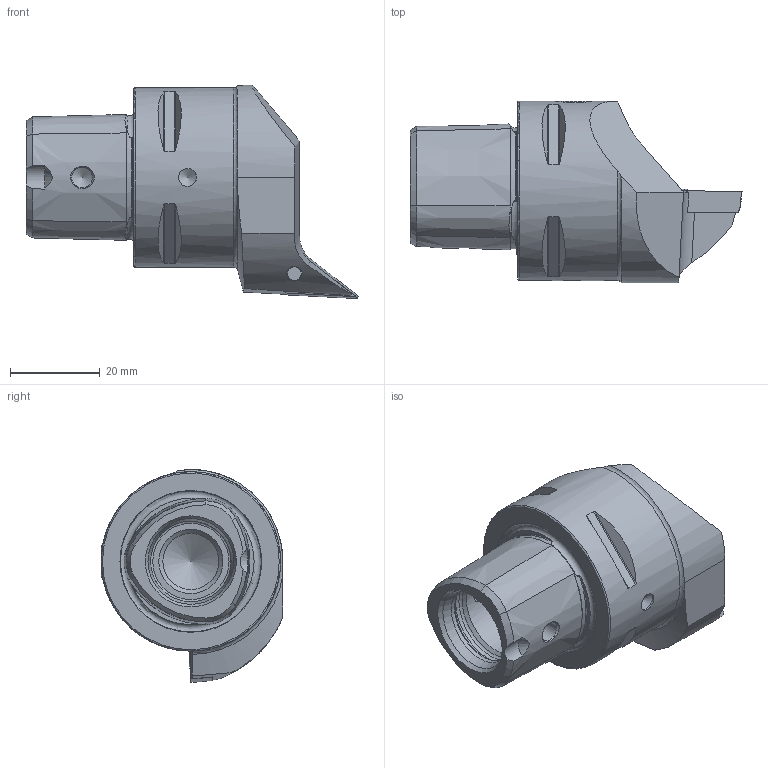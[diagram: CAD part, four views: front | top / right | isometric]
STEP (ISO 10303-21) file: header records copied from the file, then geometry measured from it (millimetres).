
FILE_DESCRIPTION (( 'STEP AP214' ), '1' );
FILE_NAME ('PS4.KVF.RJA.050-HP.STEP', '2020-10-08T10:22:05', ( '' ), ( '' ), 'SwSTEP 2.0', 'SolidWorks 2017', '' );
FILE_SCHEMA (( 'AUTOMOTIVE_DESIGN' ));
Length unit declared in the file: millimetre
Products named in the file (10): CHP-ER1.015.006_A; WCB-ER2.001.009_A; CHP-ER1.015.006; CHP-ER1.008.011_A; DIN 7991 - M5x15; PS4-KVF.RJA.050-HP_A; PS4.KVF.RJA.050-HP; VBMT160404; DIN 3771 - 13x1; ISO 8752 2x8
Assembly tree (9 placements, depth 3):
  PS4.KVF.RJA.050-HP
    PS4-KVF.RJA.050-HP_A
    CHP-ER1.015.006
      CHP-ER1.015.006_A
      DIN 3771 - 13x1
      DIN 7991 - M5x15
    ISO 8752 2x8
    CHP-ER1.008.011_A
    VBMT160404
    WCB-ER2.001.009_A
Bounding box: 74 x 40.5 x 47.5 mm (x, y, z)
Volume: 43458.7 mm3; surface area: 14890.7 mm2
Topology: 8 solids, 8 shells, 281 faces, 683 edges, 422 vertices
Faces by surface type: plane 93, cone 82, cylinder 64, torus 27, bspline 14, sphere 1
Full cylindrical faces by diameter (mm): 2 x1, 2.5 x1, 3 x1, 3.3 x2, 4 x2, 4.2 x2, 4.4 x1, 4.6 x2, 5 x4, 5.2 x1, 5.25 x1, 5.5 x1, 6.1 x1, 7 x1, 8 x1, 10 x1, 12.5 x1, 13.4 x1, 15 x4, 18 x2, 20 x1, 40 x1
Entity records: 9408 total; most frequent: CARTESIAN_POINT 3188, DIRECTION 1142, ORIENTED_EDGE 1142, EDGE_CURVE 571, AXIS2_PLACEMENT_3D 479, VERTEX_POINT 397, EDGE_LOOP 386, FACE_OUTER_BOUND 325
